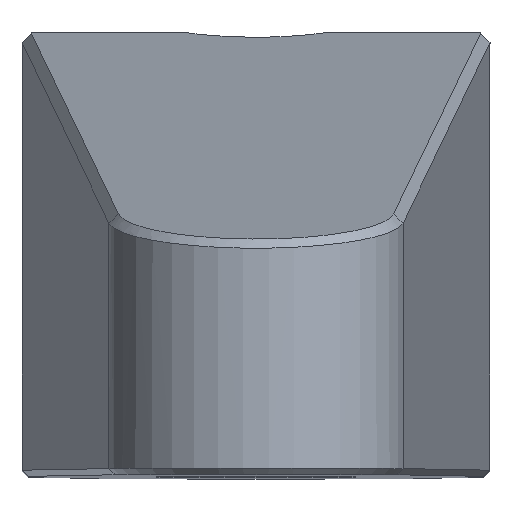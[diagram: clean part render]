
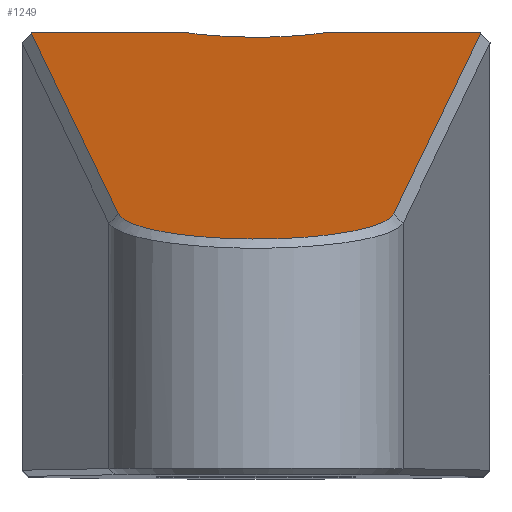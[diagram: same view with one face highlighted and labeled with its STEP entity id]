
A CAD part, top view. The second image highlights one B-rep face of the part: STEP entity #1249.
In plain terms, the highlighted planar face has unit normal (0, 0.98, 0.198).
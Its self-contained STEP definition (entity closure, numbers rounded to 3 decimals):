
#331=DIRECTION('',(-0.195,0.195,-0.961));
#332=VECTOR('',#331,0.039);
#333=CARTESIAN_POINT('',(18.243,35.992,21.037));
#334=LINE('',#333,#332);
#335=DIRECTION('',(-0.094,-0.197,0.976));
#336=VECTOR('',#335,75.01);
#337=CARTESIAN_POINT('',(18.243,35.992,21.037));
#338=LINE('',#337,#336);
#339=CARTESIAN_POINT('',(11.184,21.18,94.23));
#340=CARTESIAN_POINT('',(11.145,21.099,94.628));
#341=CARTESIAN_POINT('',(11.026,20.939,95.418));
#342=CARTESIAN_POINT('',(10.723,20.705,96.576));
#343=CARTESIAN_POINT('',(10.299,20.479,97.694));
#344=CARTESIAN_POINT('',(9.76,20.263,98.76));
#345=CARTESIAN_POINT('',(9.113,20.061,99.76));
#346=CARTESIAN_POINT('',(8.365,19.874,100.684));
#347=CARTESIAN_POINT('',(7.526,19.704,101.522));
#348=CARTESIAN_POINT('',(6.606,19.553,102.266));
#349=CARTESIAN_POINT('',(5.615,19.423,102.908));
#350=CARTESIAN_POINT('',(4.564,19.316,103.441));
#351=CARTESIAN_POINT('',(3.465,19.231,103.861));
#352=CARTESIAN_POINT('',(2.33,19.169,104.164));
#353=CARTESIAN_POINT('',(1.171,19.132,104.347));
#354=CARTESIAN_POINT('',(-0.001,19.12,104.408));
#355=CARTESIAN_POINT('',(-1.172,19.132,104.346));
#356=CARTESIAN_POINT('',(-2.331,19.169,104.164));
#357=CARTESIAN_POINT('',(-3.466,19.231,103.861));
#358=CARTESIAN_POINT('',(-4.565,19.316,103.441));
#359=CARTESIAN_POINT('',(-5.615,19.424,102.907));
#360=CARTESIAN_POINT('',(-6.606,19.553,102.265));
#361=CARTESIAN_POINT('',(-7.527,19.704,101.521));
#362=CARTESIAN_POINT('',(-8.366,19.874,100.683));
#363=CARTESIAN_POINT('',(-9.113,20.061,99.759));
#364=CARTESIAN_POINT('',(-9.761,20.263,98.759));
#365=CARTESIAN_POINT('',(-10.3,20.479,97.693));
#366=CARTESIAN_POINT('',(-10.724,20.705,96.575));
#367=CARTESIAN_POINT('',(-11.026,20.939,95.417));
#368=CARTESIAN_POINT('',(-11.145,21.099,94.627));
#369=CARTESIAN_POINT('',(-11.184,21.18,94.23));
#371=DIRECTION('',(-0.094,0.197,-0.976));
#372=VECTOR('',#371,75.01);
#373=CARTESIAN_POINT('',(-11.184,21.18,94.23));
#374=LINE('',#373,#372);
#375=DIRECTION('',(-0.195,-0.195,0.961));
#376=VECTOR('',#375,0.039);
#377=CARTESIAN_POINT('',(-18.236,36.,21.));
#378=LINE('',#377,#376);
#383=DIRECTION('',(1.,0.,0.));
#384=VECTOR('',#383,12.756);
#385=CARTESIAN_POINT('',(5.479,36.,21.));
#386=LINE('',#385,#384);
#427=DIRECTION('',(1.,0.,0.));
#428=VECTOR('',#427,12.756);
#429=CARTESIAN_POINT('',(-18.236,36.,21.));
#430=LINE('',#429,#428);
#440=CARTESIAN_POINT('',(5.479,36.,21.));
#441=CARTESIAN_POINT('',(5.182,35.959,21.203));
#442=CARTESIAN_POINT('',(4.573,35.884,21.572));
#443=CARTESIAN_POINT('',(3.606,35.793,22.023));
#444=CARTESIAN_POINT('',(2.603,35.724,22.363));
#445=CARTESIAN_POINT('',(1.572,35.678,22.591));
#446=CARTESIAN_POINT('',(0.526,35.655,22.705));
#447=CARTESIAN_POINT('',(-0.526,35.655,22.705));
#448=CARTESIAN_POINT('',(-1.572,35.678,22.591));
#449=CARTESIAN_POINT('',(-2.603,35.724,22.363));
#450=CARTESIAN_POINT('',(-3.606,35.793,22.023));
#451=CARTESIAN_POINT('',(-4.573,35.884,21.572));
#452=CARTESIAN_POINT('',(-5.182,35.959,21.203));
#453=CARTESIAN_POINT('',(-5.479,36.,21.));
#634=CARTESIAN_POINT('',(18.243,35.992,21.037));
#635=CARTESIAN_POINT('',(18.236,36.,21.));
#636=VERTEX_POINT('',#634);
#637=VERTEX_POINT('',#635);
#640=CARTESIAN_POINT('',(-11.184,21.18,94.23));
#641=CARTESIAN_POINT('',(-18.243,35.992,21.037));
#642=VERTEX_POINT('',#640);
#643=VERTEX_POINT('',#641);
#649=VERTEX_POINT('',#339);
#652=CARTESIAN_POINT('',(-18.236,36.,21.));
#653=VERTEX_POINT('',#652);
#698=CARTESIAN_POINT('',(-5.479,36.,21.));
#700=VERTEX_POINT('',#698);
#722=CARTESIAN_POINT('',(5.479,36.,21.));
#723=VERTEX_POINT('',#722);
#1230=CARTESIAN_POINT('',(-50.,0.,198.882));
#1231=DIRECTION('',(0.,-0.98,-0.198));
#1232=DIRECTION('',(0.,0.198,-0.98));
#1233=AXIS2_PLACEMENT_3D('',#1230,#1231,#1232);
#1234=PLANE('',#1233);
#1235=ORIENTED_EDGE('',*,*,#1024,.F.);
#1236=ORIENTED_EDGE('',*,*,#1042,.T.);
#1237=ORIENTED_EDGE('',*,*,#1210,.T.);
#1238=ORIENTED_EDGE('',*,*,#1221,.T.);
#1240=ORIENTED_EDGE('',*,*,#1239,.F.);
#1242=ORIENTED_EDGE('',*,*,#1241,.T.);
#1244=ORIENTED_EDGE('',*,*,#1243,.F.);
#1246=ORIENTED_EDGE('',*,*,#1245,.T.);
#1247=EDGE_LOOP('',(#1235,#1236,#1237,#1238,#1240,#1242,#1244,#1246));
#1248=FACE_OUTER_BOUND('',#1247,.F.);
#370=B_SPLINE_CURVE_WITH_KNOTS('',3,(#339,#340,#341,#342,#343,#344,#345,#346,
#347,#348,#349,#350,#351,#352,#353,#354,#355,#356,#357,#358,#359,#360,#361,#362,
#363,#364,#365,#366,#367,#368,#369),.UNSPECIFIED.,.F.,.F.,(4,1,1,1,1,1,1,1,1,1,
1,1,1,1,1,1,1,1,1,1,1,1,1,1,1,1,1,1,4),(0.,0.036,
0.071,0.107,0.143,0.179,
0.214,0.25,0.286,0.321,0.357,
0.393,0.429,0.464,0.5,0.536,
0.571,0.607,0.643,0.679,
0.714,0.75,0.786,0.821,0.857,
0.893,0.929,0.964,1.),.UNSPECIFIED.);
#454=B_SPLINE_CURVE_WITH_KNOTS('',3,(#440,#441,#442,#443,#444,#445,#446,#447,
#448,#449,#450,#451,#452,#453),.UNSPECIFIED.,.F.,.F.,(4,1,1,1,1,1,1,1,1,1,1,4),(
0.,0.091,0.182,0.273,0.364,
0.455,0.545,0.636,0.727,
0.818,0.909,1.),.UNSPECIFIED.);
#1024=EDGE_CURVE('',#636,#637,#334,.T.);
#1042=EDGE_CURVE('',#636,#649,#338,.T.);
#1210=EDGE_CURVE('',#649,#642,#370,.T.);
#1221=EDGE_CURVE('',#642,#643,#374,.T.);
#1239=EDGE_CURVE('',#653,#643,#378,.T.);
#1241=EDGE_CURVE('',#653,#700,#430,.T.);
#1243=EDGE_CURVE('',#723,#700,#454,.T.);
#1245=EDGE_CURVE('',#723,#637,#386,.T.);
#1249=ADVANCED_FACE('',(#1248),#1234,.F.);
